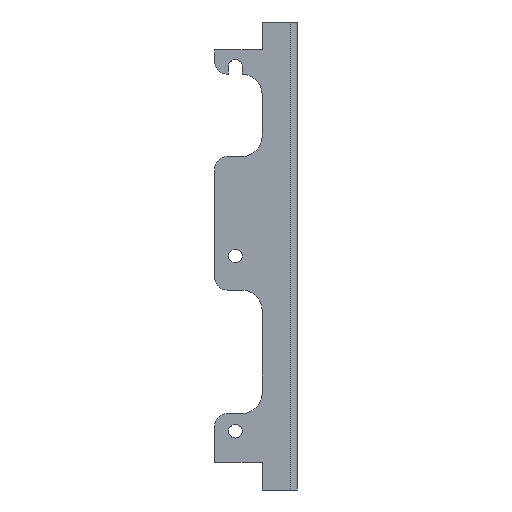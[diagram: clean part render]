
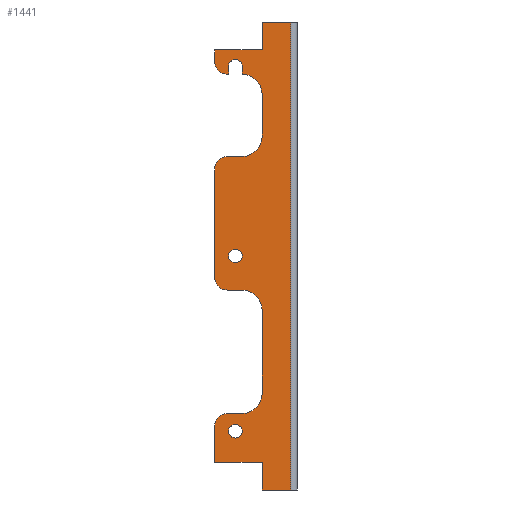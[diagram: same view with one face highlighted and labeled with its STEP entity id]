
A CAD part, front view. The second image highlights one B-rep face of the part: STEP entity #1441.
In plain terms, the highlighted planar face has unit normal (0, -1, 0).
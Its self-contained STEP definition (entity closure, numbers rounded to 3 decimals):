
#20=FACE_BOUND('',#189,.T.);
#21=FACE_BOUND('',#190,.T.);
#45=PLANE('',#1556);
#108=FACE_OUTER_BOUND('',#188,.T.);
#188=EDGE_LOOP('',(#1115,#1116,#1117,#1118,#1119,#1120,#1121,#1122,#1123,
#1124,#1125,#1126,#1127,#1128,#1129,#1130,#1131,#1132,#1133,#1134,#1135,
#1136,#1137,#1138,#1139,#1140,#1141));
#189=EDGE_LOOP('',(#1142));
#190=EDGE_LOOP('',(#1143));
#313=LINE('',#2223,#476);
#317=LINE('',#2230,#480);
#320=LINE('',#2247,#483);
#321=LINE('',#2251,#484);
#322=LINE('',#2255,#485);
#323=LINE('',#2259,#486);
#324=LINE('',#2263,#487);
#325=LINE('',#2267,#488);
#326=LINE('',#2271,#489);
#327=LINE('',#2273,#490);
#328=LINE('',#2275,#491);
#329=LINE('',#2277,#492);
#330=LINE('',#2279,#493);
#331=LINE('',#2281,#494);
#332=LINE('',#2283,#495);
#333=LINE('',#2285,#496);
#334=LINE('',#2287,#497);
#335=LINE('',#2290,#498);
#476=VECTOR('',#1790,10.);
#480=VECTOR('',#1796,10.);
#483=VECTOR('',#1815,10.);
#484=VECTOR('',#1818,10.);
#485=VECTOR('',#1821,10.);
#486=VECTOR('',#1824,10.);
#487=VECTOR('',#1827,10.);
#488=VECTOR('',#1830,10.);
#489=VECTOR('',#1833,10.);
#490=VECTOR('',#1834,10.);
#491=VECTOR('',#1835,10.);
#492=VECTOR('',#1836,10.);
#493=VECTOR('',#1837,10.);
#494=VECTOR('',#1838,10.);
#495=VECTOR('',#1839,10.);
#496=VECTOR('',#1840,10.);
#497=VECTOR('',#1841,10.);
#498=VECTOR('',#1844,10.);
#591=CIRCLE('',#1547,1.65);
#592=CIRCLE('',#1551,1.65);
#594=CIRCLE('',#1554,1.65);
#596=CIRCLE('',#1557,5.);
#597=CIRCLE('',#1558,5.);
#598=CIRCLE('',#1559,3.);
#599=CIRCLE('',#1560,3.);
#600=CIRCLE('',#1561,5.);
#601=CIRCLE('',#1562,5.);
#602=CIRCLE('',#1563,3.);
#603=CIRCLE('',#1564,3.);
#684=VERTEX_POINT('',#2214);
#685=VERTEX_POINT('',#2216);
#687=VERTEX_POINT('',#2222);
#689=VERTEX_POINT('',#2228);
#690=VERTEX_POINT('',#2232);
#692=VERTEX_POINT('',#2238);
#694=VERTEX_POINT('',#2244);
#695=VERTEX_POINT('',#2246);
#696=VERTEX_POINT('',#2248);
#697=VERTEX_POINT('',#2250);
#698=VERTEX_POINT('',#2252);
#699=VERTEX_POINT('',#2254);
#700=VERTEX_POINT('',#2256);
#701=VERTEX_POINT('',#2258);
#702=VERTEX_POINT('',#2260);
#703=VERTEX_POINT('',#2262);
#704=VERTEX_POINT('',#2264);
#705=VERTEX_POINT('',#2266);
#706=VERTEX_POINT('',#2268);
#707=VERTEX_POINT('',#2270);
#708=VERTEX_POINT('',#2272);
#709=VERTEX_POINT('',#2274);
#710=VERTEX_POINT('',#2276);
#711=VERTEX_POINT('',#2278);
#712=VERTEX_POINT('',#2280);
#713=VERTEX_POINT('',#2282);
#714=VERTEX_POINT('',#2284);
#715=VERTEX_POINT('',#2286);
#716=VERTEX_POINT('',#2288);
#844=EDGE_CURVE('',#685,#684,#591,.T.);
#847=EDGE_CURVE('',#687,#685,#313,.T.);
#851=EDGE_CURVE('',#684,#689,#317,.T.);
#852=EDGE_CURVE('',#690,#690,#592,.T.);
#855=EDGE_CURVE('',#692,#692,#594,.T.);
#858=EDGE_CURVE('',#689,#694,#596,.T.);
#859=EDGE_CURVE('',#694,#695,#320,.T.);
#860=EDGE_CURVE('',#695,#696,#597,.T.);
#861=EDGE_CURVE('',#696,#697,#321,.T.);
#862=EDGE_CURVE('',#697,#698,#598,.T.);
#863=EDGE_CURVE('',#698,#699,#322,.T.);
#864=EDGE_CURVE('',#699,#700,#599,.T.);
#865=EDGE_CURVE('',#700,#701,#323,.T.);
#866=EDGE_CURVE('',#701,#702,#600,.T.);
#867=EDGE_CURVE('',#702,#703,#324,.T.);
#868=EDGE_CURVE('',#703,#704,#601,.T.);
#869=EDGE_CURVE('',#704,#705,#325,.T.);
#870=EDGE_CURVE('',#705,#706,#602,.T.);
#871=EDGE_CURVE('',#706,#707,#326,.T.);
#872=EDGE_CURVE('',#707,#708,#327,.T.);
#873=EDGE_CURVE('',#708,#709,#328,.T.);
#874=EDGE_CURVE('',#709,#710,#329,.T.);
#875=EDGE_CURVE('',#710,#711,#330,.T.);
#876=EDGE_CURVE('',#711,#712,#331,.T.);
#877=EDGE_CURVE('',#712,#713,#332,.T.);
#878=EDGE_CURVE('',#713,#714,#333,.T.);
#879=EDGE_CURVE('',#714,#715,#334,.T.);
#880=EDGE_CURVE('',#715,#716,#603,.T.);
#881=EDGE_CURVE('',#716,#687,#335,.T.);
#1115=ORIENTED_EDGE('',*,*,#847,.T.);
#1116=ORIENTED_EDGE('',*,*,#844,.T.);
#1117=ORIENTED_EDGE('',*,*,#851,.T.);
#1118=ORIENTED_EDGE('',*,*,#858,.T.);
#1119=ORIENTED_EDGE('',*,*,#859,.T.);
#1120=ORIENTED_EDGE('',*,*,#860,.T.);
#1121=ORIENTED_EDGE('',*,*,#861,.T.);
#1122=ORIENTED_EDGE('',*,*,#862,.T.);
#1123=ORIENTED_EDGE('',*,*,#863,.T.);
#1124=ORIENTED_EDGE('',*,*,#864,.T.);
#1125=ORIENTED_EDGE('',*,*,#865,.T.);
#1126=ORIENTED_EDGE('',*,*,#866,.T.);
#1127=ORIENTED_EDGE('',*,*,#867,.T.);
#1128=ORIENTED_EDGE('',*,*,#868,.T.);
#1129=ORIENTED_EDGE('',*,*,#869,.T.);
#1130=ORIENTED_EDGE('',*,*,#870,.T.);
#1131=ORIENTED_EDGE('',*,*,#871,.T.);
#1132=ORIENTED_EDGE('',*,*,#872,.T.);
#1133=ORIENTED_EDGE('',*,*,#873,.T.);
#1134=ORIENTED_EDGE('',*,*,#874,.T.);
#1135=ORIENTED_EDGE('',*,*,#875,.T.);
#1136=ORIENTED_EDGE('',*,*,#876,.T.);
#1137=ORIENTED_EDGE('',*,*,#877,.T.);
#1138=ORIENTED_EDGE('',*,*,#878,.T.);
#1139=ORIENTED_EDGE('',*,*,#879,.T.);
#1140=ORIENTED_EDGE('',*,*,#880,.T.);
#1141=ORIENTED_EDGE('',*,*,#881,.T.);
#1142=ORIENTED_EDGE('',*,*,#855,.T.);
#1143=ORIENTED_EDGE('',*,*,#852,.T.);
#1441=ADVANCED_FACE('',(#108,#20,#21),#45,.F.);
#1547=AXIS2_PLACEMENT_3D('',#2217,#1784,#1785);
#1551=AXIS2_PLACEMENT_3D('',#2233,#1799,#1800);
#1554=AXIS2_PLACEMENT_3D('',#2239,#1806,#1807);
#1556=AXIS2_PLACEMENT_3D('',#2243,#1811,#1812);
#1557=AXIS2_PLACEMENT_3D('',#2245,#1813,#1814);
#1558=AXIS2_PLACEMENT_3D('',#2249,#1816,#1817);
#1559=AXIS2_PLACEMENT_3D('',#2253,#1819,#1820);
#1560=AXIS2_PLACEMENT_3D('',#2257,#1822,#1823);
#1561=AXIS2_PLACEMENT_3D('',#2261,#1825,#1826);
#1562=AXIS2_PLACEMENT_3D('',#2265,#1828,#1829);
#1563=AXIS2_PLACEMENT_3D('',#2269,#1831,#1832);
#1564=AXIS2_PLACEMENT_3D('',#2289,#1842,#1843);
#1784=DIRECTION('center_axis',(0.,1.,0.));
#1785=DIRECTION('ref_axis',(1.,0.,0.));
#1790=DIRECTION('',(0.,0.,1.));
#1796=DIRECTION('',(0.,0.,-1.));
#1799=DIRECTION('center_axis',(0.,1.,0.));
#1800=DIRECTION('ref_axis',(1.,0.,0.));
#1806=DIRECTION('center_axis',(0.,1.,0.));
#1807=DIRECTION('ref_axis',(1.,0.,0.));
#1811=DIRECTION('center_axis',(0.,1.,0.));
#1812=DIRECTION('ref_axis',(-1.,0.,0.));
#1813=DIRECTION('center_axis',(0.,1.,0.));
#1814=DIRECTION('ref_axis',(1.,0.,0.));
#1815=DIRECTION('',(0.,0.,-1.));
#1816=DIRECTION('center_axis',(0.,1.,0.));
#1817=DIRECTION('ref_axis',(0.,0.,-1.));
#1818=DIRECTION('',(-1.,0.,0.));
#1819=DIRECTION('center_axis',(0.,-1.,0.));
#1820=DIRECTION('ref_axis',(0.,0.,1.));
#1821=DIRECTION('',(0.,0.,-1.));
#1822=DIRECTION('center_axis',(0.,-1.,0.));
#1823=DIRECTION('ref_axis',(-1.,0.,0.));
#1824=DIRECTION('',(1.,0.,0.));
#1825=DIRECTION('center_axis',(0.,1.,0.));
#1826=DIRECTION('ref_axis',(1.,0.,0.));
#1827=DIRECTION('',(0.,0.,-1.));
#1828=DIRECTION('center_axis',(0.,1.,0.));
#1829=DIRECTION('ref_axis',(0.,0.,-1.));
#1830=DIRECTION('',(-1.,0.,0.));
#1831=DIRECTION('center_axis',(0.,-1.,0.));
#1832=DIRECTION('ref_axis',(0.,0.,1.));
#1833=DIRECTION('',(0.,0.,-1.));
#1834=DIRECTION('',(1.,0.,0.));
#1835=DIRECTION('',(0.,0.,-1.));
#1836=DIRECTION('',(1.,0.,0.));
#1837=DIRECTION('',(0.,0.,1.));
#1838=DIRECTION('',(-1.,0.,0.));
#1839=DIRECTION('',(0.,0.,-1.));
#1840=DIRECTION('',(-1.,0.,0.));
#1841=DIRECTION('',(0.,0.,-1.));
#1842=DIRECTION('center_axis',(0.,-1.,0.));
#1843=DIRECTION('ref_axis',(-1.,0.,0.));
#1844=DIRECTION('',(1.,0.,0.));
#2214=CARTESIAN_POINT('',(-13.35,3.251,-10.75));
#2216=CARTESIAN_POINT('',(-16.65,3.251,-10.75));
#2217=CARTESIAN_POINT('Origin',(-15.,3.251,-10.75));
#2222=CARTESIAN_POINT('',(-16.65,3.251,-12.65));
#2223=CARTESIAN_POINT('',(-16.65,3.251,-34.7));
#2228=CARTESIAN_POINT('',(-13.35,3.251,-12.652));
#2230=CARTESIAN_POINT('',(-13.35,3.251,-33.75));
#2232=CARTESIAN_POINT('',(-16.65,3.251,-56.75));
#2233=CARTESIAN_POINT('Origin',(-15.,3.251,-56.75));
#2238=CARTESIAN_POINT('',(-16.65,3.251,-99.25));
#2239=CARTESIAN_POINT('Origin',(-15.,3.251,-99.25));
#2243=CARTESIAN_POINT('Origin',(-4.25,3.251,-56.75));
#2244=CARTESIAN_POINT('',(-8.5,3.251,-17.65));
#2245=CARTESIAN_POINT('Origin',(-13.5,3.251,-17.65));
#2246=CARTESIAN_POINT('',(-8.5,3.251,-27.65));
#2247=CARTESIAN_POINT('',(-8.5,3.251,-37.2));
#2248=CARTESIAN_POINT('',(-13.5,3.251,-32.65));
#2249=CARTESIAN_POINT('Origin',(-13.5,3.251,-27.65));
#2250=CARTESIAN_POINT('',(-17.,3.251,-32.65));
#2251=CARTESIAN_POINT('',(-8.875,3.251,-32.65));
#2252=CARTESIAN_POINT('',(-20.,3.251,-35.65));
#2253=CARTESIAN_POINT('Origin',(-17.,3.251,-35.65));
#2254=CARTESIAN_POINT('',(-20.,3.251,-62.));
#2255=CARTESIAN_POINT('',(-20.,3.251,-46.2));
#2256=CARTESIAN_POINT('',(-17.,3.251,-65.));
#2257=CARTESIAN_POINT('Origin',(-17.,3.251,-62.));
#2258=CARTESIAN_POINT('',(-13.5,3.251,-65.));
#2259=CARTESIAN_POINT('',(-10.625,3.251,-65.));
#2260=CARTESIAN_POINT('',(-8.5,3.251,-70.));
#2261=CARTESIAN_POINT('Origin',(-13.5,3.251,-70.));
#2262=CARTESIAN_POINT('',(-8.5,3.251,-90.));
#2263=CARTESIAN_POINT('',(-8.5,3.251,-63.375));
#2264=CARTESIAN_POINT('',(-13.5,3.251,-95.));
#2265=CARTESIAN_POINT('Origin',(-13.5,3.251,-90.));
#2266=CARTESIAN_POINT('',(-17.,3.251,-95.));
#2267=CARTESIAN_POINT('',(-8.875,3.251,-95.));
#2268=CARTESIAN_POINT('',(-20.,3.251,-98.));
#2269=CARTESIAN_POINT('Origin',(-17.,3.251,-98.));
#2270=CARTESIAN_POINT('',(-20.,3.251,-106.75));
#2271=CARTESIAN_POINT('',(-20.,3.251,-77.375));
#2272=CARTESIAN_POINT('',(-8.5,3.251,-106.75));
#2273=CARTESIAN_POINT('',(-50.,3.251,-106.75));
#2274=CARTESIAN_POINT('',(-8.5,3.251,-113.5));
#2275=CARTESIAN_POINT('',(-8.5,3.251,0.));
#2276=CARTESIAN_POINT('',(-1.626,3.251,-113.5));
#2277=CARTESIAN_POINT('',(-8.5,3.251,-113.5));
#2278=CARTESIAN_POINT('',(-1.626,3.251,0.));
#2279=CARTESIAN_POINT('',(-1.626,3.251,-28.375));
#2280=CARTESIAN_POINT('',(-8.5,3.251,0.));
#2281=CARTESIAN_POINT('',(0.,3.251,0.));
#2282=CARTESIAN_POINT('',(-8.5,3.251,-6.75));
#2283=CARTESIAN_POINT('',(-8.5,3.251,0.));
#2284=CARTESIAN_POINT('',(-20.,3.251,-6.75));
#2285=CARTESIAN_POINT('',(-8.5,3.251,-6.75));
#2286=CARTESIAN_POINT('',(-20.,3.251,-9.65));
#2287=CARTESIAN_POINT('',(-20.,3.251,-31.75));
#2288=CARTESIAN_POINT('',(-17.,3.251,-12.65));
#2289=CARTESIAN_POINT('Origin',(-17.,3.251,-9.65));
#2290=CARTESIAN_POINT('',(-10.625,3.251,-12.65));
